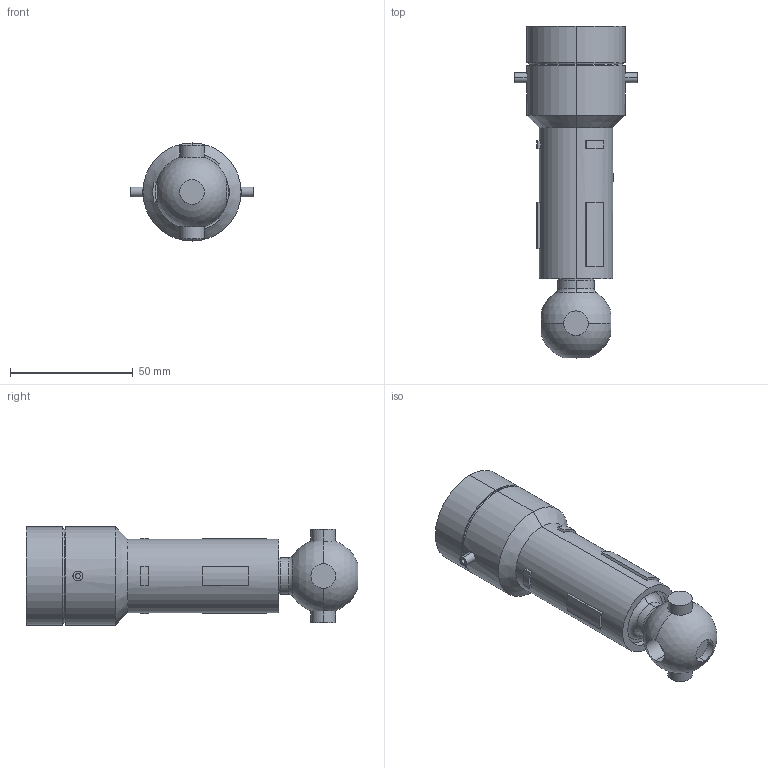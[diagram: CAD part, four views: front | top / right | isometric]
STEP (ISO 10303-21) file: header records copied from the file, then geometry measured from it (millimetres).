
FILE_DESCRIPTION (( 'STEP AP203' ), '1' );
FILE_NAME ('service module.par_Défaut_sldprt.STEP', '2024-03-20T04:11:38', ( '' ), ( '' ), 'SwSTEP 2.0', 'SolidWorks 2022', '' );
FILE_SCHEMA (( 'CONFIG_CONTROL_DESIGN' ));
Length unit declared in the file: millimetre
Products named in the file (1): service module.par_Défaut_sldprt
Bounding box: 50 x 135.24 x 40 mm (x, y, z)
Volume: 107584 mm3; surface area: 17689.2 mm2
Topology: 1 solids, 1 shells, 97 faces, 210 edges, 132 vertices
Faces by surface type: plane 41, cylinder 40, torus 12, sphere 2, cone 2
Entity records: 2865 total; most frequent: CARTESIAN_POINT 594, DIRECTION 512, ORIENTED_EDGE 412, AXIS2_PLACEMENT_3D 214, EDGE_CURVE 206, VERTEX_POINT 130, EDGE_LOOP 116, CIRCLE 116
